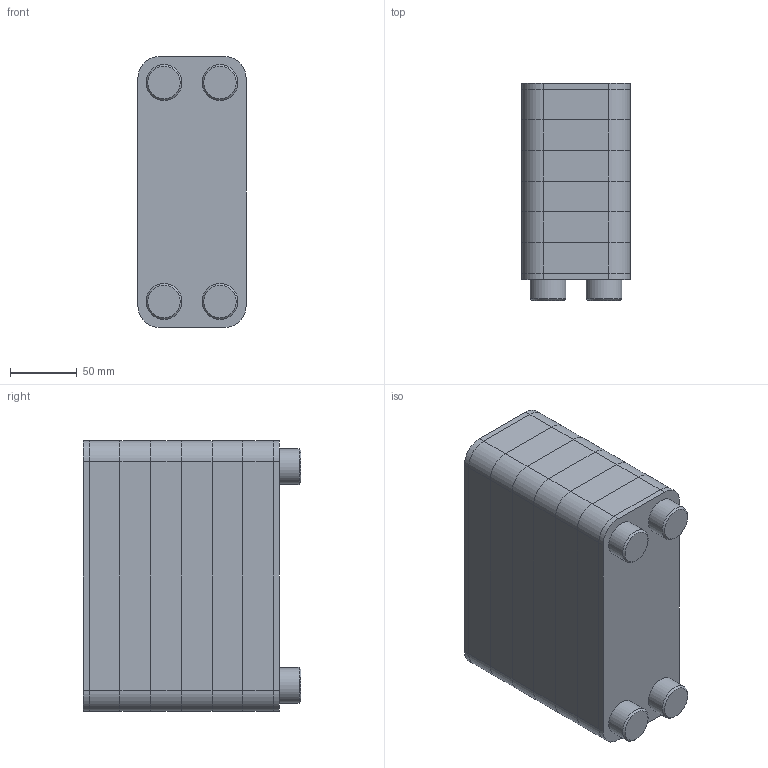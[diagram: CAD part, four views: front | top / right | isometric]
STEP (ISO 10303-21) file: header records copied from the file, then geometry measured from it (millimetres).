
FILE_DESCRIPTION(/* description */ (''),/* implementation_level */ '2;1');
FILE_NAME(/* name */ '3d_RMB-14-60-P30-8031000.stp',/* time_stamp */ '2020-08-24T07:46:20+02:00',/* author */ ('Andrzej'),/* organization */ (''),/* preprocessor_version */ 'ST-DEVELOPER v16.13',/* originating_system */ 'AutoCAD Mechanical',/* authorisation */ '');
FILE_SCHEMA (('AUTOMOTIVE_DESIGN { 1 0 10303 214 3 1 1 }'));
Length unit declared in the file: millimetre
Products named in the file (1): Product
Bounding box: 81 x 163 x 203 mm (x, y, z)
Volume: 2420913.6 mm3; surface area: 348718.9 mm2
Topology: 12 solids, 12 shells, 96 faces, 740 edges, 1196 vertices
Faces by surface type: plane 56, cylinder 36, cone 4
Full cylindrical faces by diameter (mm): 26.9 x4
Entity records: 7130 total; most frequent: CARTESIAN_POINT 2025, DIRECTION 1266, STYLED_ITEM 540, TRIMMED_CURVE 528, AXIS2_PLACEMENT_3D 437, ORIENTED_EDGE 408, LINE 392, VECTOR 392
